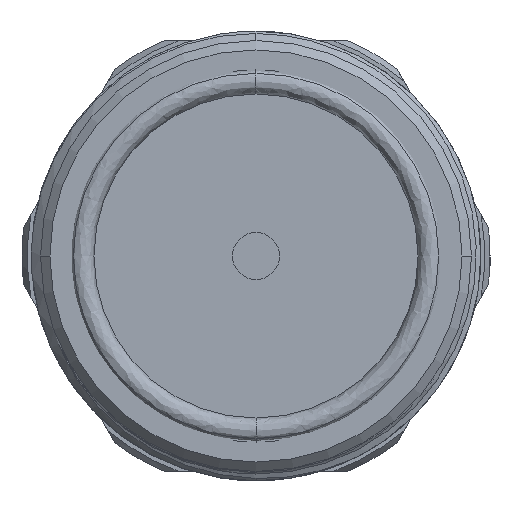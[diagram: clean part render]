
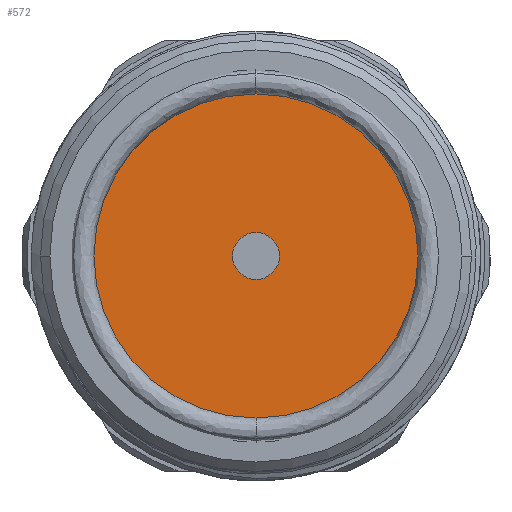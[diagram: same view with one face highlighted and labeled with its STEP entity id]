
A CAD part, front view. The second image highlights one B-rep face of the part: STEP entity #572.
In plain terms, the highlighted planar face has unit normal (0, -1, 0).
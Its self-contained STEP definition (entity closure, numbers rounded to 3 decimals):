
#99 = VERTEX_POINT ( 'NONE', #7866 ) ;
#137 = AXIS2_PLACEMENT_3D ( 'NONE', #1475, #7127, #2272 ) ;
#167 = EDGE_LOOP ( 'NONE', ( #1437, #3903 ) ) ;
#243 = EDGE_CURVE ( 'NONE', #5146, #1712, #9532, .T. ) ;
#429 = DIRECTION ( 'NONE',  ( 0., 0., -1. ) ) ;
#572 = ADVANCED_FACE ( 'NONE', ( #5358, #7505 ), #7364, .T. ) ;
#871 = AXIS2_PLACEMENT_3D ( 'NONE', #6544, #6672, #4340 ) ;
#1377 = CIRCLE ( 'NONE', #2572, 19.5 ) ;
#1437 = ORIENTED_EDGE ( 'NONE', *, *, #7184, .F. ) ;
#1475 = CARTESIAN_POINT ( 'NONE',  ( 0., -5., 0. ) ) ;
#1712 = VERTEX_POINT ( 'NONE', #7427 ) ;
#2090 = AXIS2_PLACEMENT_3D ( 'NONE', #9271, #6907, #9670 ) ;
#2272 = DIRECTION ( 'NONE',  ( 0., 0., -1. ) ) ;
#2572 = AXIS2_PLACEMENT_3D ( 'NONE', #7765, #2901, #8574 ) ;
#2901 = DIRECTION ( 'NONE',  ( 0., 1., 0. ) ) ;
#2999 = CIRCLE ( 'NONE', #137, 2.5 ) ;
#3903 = ORIENTED_EDGE ( 'NONE', *, *, #243, .F. ) ;
#3907 = EDGE_LOOP ( 'NONE', ( #6201, #5472 ) ) ;
#4340 = DIRECTION ( 'NONE',  ( 0., 0., -1. ) ) ;
#5105 = AXIS2_PLACEMENT_3D ( 'NONE', #10059, #5250, #429 ) ;
#5146 = VERTEX_POINT ( 'NONE', #8961 ) ;
#5250 = DIRECTION ( 'NONE',  ( 0., 1., 0. ) ) ;
#5358 = FACE_BOUND ( 'NONE', #3907, .T. ) ;
#5472 = ORIENTED_EDGE ( 'NONE', *, *, #7865, .T. ) ;
#5966 = VERTEX_POINT ( 'NONE', #6658 ) ;
#6201 = ORIENTED_EDGE ( 'NONE', *, *, #8958, .T. ) ;
#6544 = CARTESIAN_POINT ( 'NONE',  ( 0., -5., 0. ) ) ;
#6658 = CARTESIAN_POINT ( 'NONE',  ( 0., -5., -2.5 ) ) ;
#6672 = DIRECTION ( 'NONE',  ( 0., 1., 0. ) ) ;
#6907 = DIRECTION ( 'NONE',  ( 0., -1., 0. ) ) ;
#7127 = DIRECTION ( 'NONE',  ( 0., 1., 0. ) ) ;
#7184 = EDGE_CURVE ( 'NONE', #1712, #5146, #1377, .T. ) ;
#7364 = PLANE ( 'NONE',  #2090 ) ;
#7427 = CARTESIAN_POINT ( 'NONE',  ( 0., -5., 19.5 ) ) ;
#7505 = FACE_OUTER_BOUND ( 'NONE', #167, .T. ) ;
#7765 = CARTESIAN_POINT ( 'NONE',  ( 0., -5., 0. ) ) ;
#7865 = EDGE_CURVE ( 'NONE', #99, #5966, #8823, .T. ) ;
#7866 = CARTESIAN_POINT ( 'NONE',  ( 0., -5., 2.5 ) ) ;
#8574 = DIRECTION ( 'NONE',  ( 0., 0., -1. ) ) ;
#8823 = CIRCLE ( 'NONE', #5105, 2.5 ) ;
#8958 = EDGE_CURVE ( 'NONE', #5966, #99, #2999, .T. ) ;
#8961 = CARTESIAN_POINT ( 'NONE',  ( 0., -5., -19.5 ) ) ;
#9271 = CARTESIAN_POINT ( 'NONE',  ( 0., -5., 0. ) ) ;
#9532 = CIRCLE ( 'NONE', #871, 19.5 ) ;
#9670 = DIRECTION ( 'NONE',  ( 0., 0., -1. ) ) ;
#10059 = CARTESIAN_POINT ( 'NONE',  ( 0., -5., 0. ) ) ;
